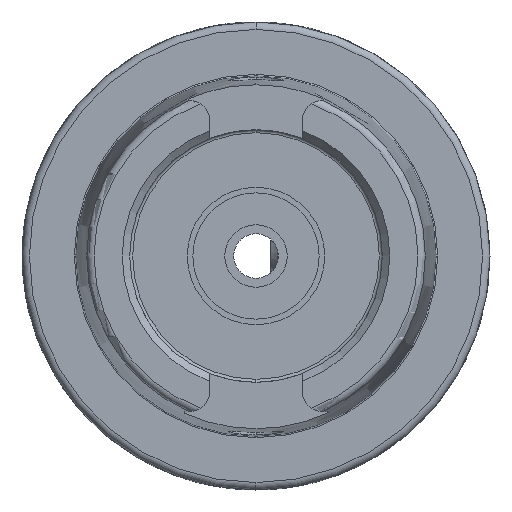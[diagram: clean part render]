
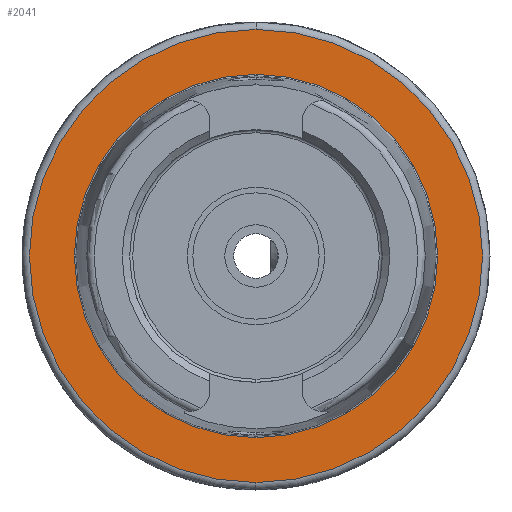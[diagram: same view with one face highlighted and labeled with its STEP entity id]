
A CAD part, left-side view. The second image highlights one B-rep face of the part: STEP entity #2041.
In plain terms, the highlighted planar face has unit normal (-1, 0, 0).
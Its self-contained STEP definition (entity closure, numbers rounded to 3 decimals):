
#49 = CIRCLE ( 'NONE', #3087, 24.45 ) ;
#181 = DIRECTION ( 'NONE',  ( -1., 0., 0. ) ) ;
#196 = DIRECTION ( 'NONE',  ( 0., 0., 1. ) ) ;
#244 = CARTESIAN_POINT ( 'NONE',  ( 32., 0., 0. ) ) ;
#281 = CIRCLE ( 'NONE', #2437, 30.5 ) ;
#295 = AXIS2_PLACEMENT_3D ( 'NONE', #575, #641, #563 ) ;
#563 = DIRECTION ( 'NONE',  ( 0., 0., -1. ) ) ;
#566 = EDGE_CURVE ( 'NONE', #772, #1134, #2737, .T. ) ;
#572 = PLANE ( 'NONE',  #295 ) ;
#575 = CARTESIAN_POINT ( 'NONE',  ( 32., 24.45, 0. ) ) ;
#641 = DIRECTION ( 'NONE',  ( 1., 0., 0. ) ) ;
#772 = VERTEX_POINT ( 'NONE', #4387 ) ;
#916 = FACE_BOUND ( 'NONE', #918, .T. ) ;
#918 = EDGE_LOOP ( 'NONE', ( #3810, #2227 ) ) ;
#1063 = AXIS2_PLACEMENT_3D ( 'NONE', #2389, #2406, #2383 ) ;
#1090 = DIRECTION ( 'NONE',  ( 0., 0., 1. ) ) ;
#1094 = ORIENTED_EDGE ( 'NONE', *, *, #3788, .T. ) ;
#1134 = VERTEX_POINT ( 'NONE', #2337 ) ;
#1204 = DIRECTION ( 'NONE',  ( -1., 0., 0. ) ) ;
#1227 = CARTESIAN_POINT ( 'NONE',  ( 32., 0., 0. ) ) ;
#1877 = EDGE_LOOP ( 'NONE', ( #3268, #1094 ) ) ;
#2041 = ADVANCED_FACE ( 'NONE', ( #916, #2824 ), #572, .F. ) ;
#2227 = ORIENTED_EDGE ( 'NONE', *, *, #3235, .F. ) ;
#2337 = CARTESIAN_POINT ( 'NONE',  ( 32., 0., -30.5 ) ) ;
#2383 = DIRECTION ( 'NONE',  ( 0., 0., 1. ) ) ;
#2389 = CARTESIAN_POINT ( 'NONE',  ( 32., 0., 0. ) ) ;
#2406 = DIRECTION ( 'NONE',  ( -1., 0., 0. ) ) ;
#2437 = AXIS2_PLACEMENT_3D ( 'NONE', #244, #181, #196 ) ;
#2458 = VERTEX_POINT ( 'NONE', #2674 ) ;
#2674 = CARTESIAN_POINT ( 'NONE',  ( 32., 0., -24.45 ) ) ;
#2737 = CIRCLE ( 'NONE', #1063, 30.5 ) ;
#2824 = FACE_OUTER_BOUND ( 'NONE', #1877, .T. ) ;
#3087 = AXIS2_PLACEMENT_3D ( 'NONE', #1227, #1204, #1090 ) ;
#3115 = VERTEX_POINT ( 'NONE', #4232 ) ;
#3235 = EDGE_CURVE ( 'NONE', #2458, #3115, #49, .T. ) ;
#3268 = ORIENTED_EDGE ( 'NONE', *, *, #566, .T. ) ;
#3628 = CIRCLE ( 'NONE', #3859, 24.45 ) ;
#3788 = EDGE_CURVE ( 'NONE', #1134, #772, #281, .T. ) ;
#3810 = ORIENTED_EDGE ( 'NONE', *, *, #3868, .F. ) ;
#3859 = AXIS2_PLACEMENT_3D ( 'NONE', #3993, #3985, #3970 ) ;
#3868 = EDGE_CURVE ( 'NONE', #3115, #2458, #3628, .T. ) ;
#3970 = DIRECTION ( 'NONE',  ( 0., 0., 1. ) ) ;
#3985 = DIRECTION ( 'NONE',  ( -1., 0., 0. ) ) ;
#3993 = CARTESIAN_POINT ( 'NONE',  ( 32., 0., 0. ) ) ;
#4232 = CARTESIAN_POINT ( 'NONE',  ( 32., 0., 24.45 ) ) ;
#4387 = CARTESIAN_POINT ( 'NONE',  ( 32., 0., 30.5 ) ) ;
